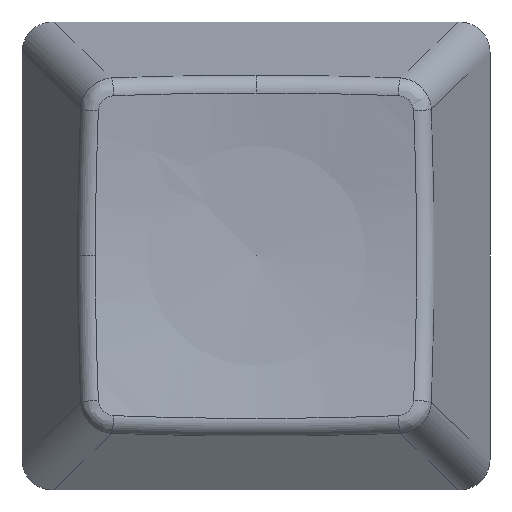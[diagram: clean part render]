
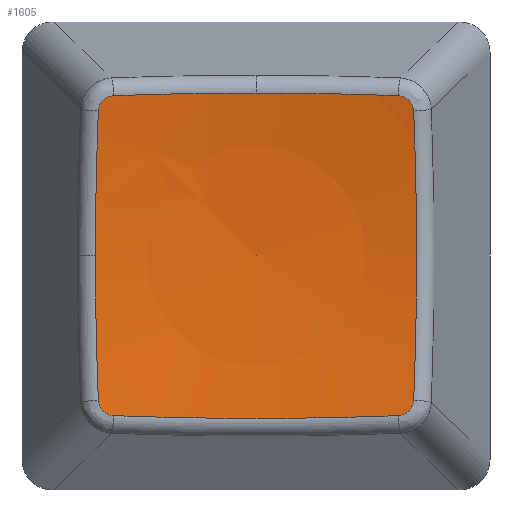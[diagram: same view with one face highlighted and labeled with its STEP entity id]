
A CAD part, top view. The second image highlights one B-rep face of the part: STEP entity #1605.
In plain terms, the highlighted spherical face has radius 43.833 mm.
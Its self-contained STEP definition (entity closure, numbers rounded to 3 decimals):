
#1444=CARTESIAN_POINT('',(-28.575,86.2,50.333));
#1445=DIRECTION('',(-0.,-0.,-1.));
#1446=DIRECTION('',(-0.702,0.712,-0.));
#1447=AXIS2_PLACEMENT_3D('',#1444,#1445,#1446);
#1448=SPHERICAL_SURFACE('',#1447,43.833);
#1449=CARTESIAN_POINT('',(-28.575,86.2,6.5));
#1450=VERTEX_POINT('',#1449);
#1451=CARTESIAN_POINT('',(-34.46,92.174,7.31));
#1452=VERTEX_POINT('',#1451);
#1453=CARTESIAN_POINT('',(-28.575,86.2,50.333));
#1454=DIRECTION('',(0.712,0.702,-0.));
#1455=DIRECTION('',(-0.702,0.712,-0.));
#1456=AXIS2_PLACEMENT_3D('',#1453,#1454,#1455);
#1457=CIRCLE('',#1456,43.833);
#1458=EDGE_CURVE('',#1450,#1452,#1457,.T.);
#1459=ORIENTED_EDGE('',*,*,#1458,.F.);
#1460=ORIENTED_EDGE('',*,*,#1458,.T.);
#1461=CARTESIAN_POINT('',(-34.638,91.766,7.28));
#1462=VERTEX_POINT('',#1461);
#1463=CARTESIAN_POINT('',(-34.05,92.352,7.281));
#1464=CARTESIAN_POINT('',(-34.126,92.349,7.29));
#1465=CARTESIAN_POINT('',(-34.201,92.332,7.297));
#1466=CARTESIAN_POINT('',(-34.271,92.302,7.302));
#1467=CARTESIAN_POINT('',(-34.341,92.271,7.307));
#1468=CARTESIAN_POINT('',(-34.405,92.228,7.31));
#1469=CARTESIAN_POINT('',(-34.459,92.175,7.31));
#1470=CARTESIAN_POINT('',(-34.513,92.121,7.31));
#1471=CARTESIAN_POINT('',(-34.557,92.057,7.307));
#1472=CARTESIAN_POINT('',(-34.587,91.987,7.302));
#1473=CARTESIAN_POINT('',(-34.617,91.918,7.297));
#1474=CARTESIAN_POINT('',(-34.635,91.843,7.289));
#1475=CARTESIAN_POINT('',(-34.638,91.766,7.28));
#1476=B_SPLINE_CURVE_WITH_KNOTS('',3,(#1463,#1464,#1465,#1466,#1467,#1468,#1469,#1470,#1471,#1472,#1473,#1474,#1475),.UNSPECIFIED.,.F.,.F.,(4,3,3,3,4),(0.,0.,0.,0.001,0.001),.UNSPECIFIED.);
#1477=EDGE_CURVE('',#1452,#1462,#1476,.T.);
#1478=ORIENTED_EDGE('',*,*,#1477,.T.);
#1479=CARTESIAN_POINT('',(-34.751,86.2,6.937));
#1480=VERTEX_POINT('',#1479);
#1481=CARTESIAN_POINT('',(-21.266,86.2,47.929));
#1482=DIRECTION('',(-0.95,0.,0.312));
#1483=DIRECTION('',(0.312,0.,0.95));
#1484=AXIS2_PLACEMENT_3D('',#1481,#1482,#1483);
#1485=CIRCLE('',#1484,43.152);
#1486=EDGE_CURVE('',#1462,#1480,#1485,.T.);
#1487=ORIENTED_EDGE('',*,*,#1486,.T.);
#1488=CARTESIAN_POINT('',(-34.638,80.634,7.28));
#1489=VERTEX_POINT('',#1488);
#1490=CARTESIAN_POINT('',(-21.266,86.2,47.929));
#1491=DIRECTION('',(-0.95,0.,0.312));
#1492=DIRECTION('',(0.312,0.,0.95));
#1493=AXIS2_PLACEMENT_3D('',#1490,#1491,#1492);
#1494=CIRCLE('',#1493,43.152);
#1495=EDGE_CURVE('',#1480,#1489,#1494,.T.);
#1496=ORIENTED_EDGE('',*,*,#1495,.T.);
#1497=CARTESIAN_POINT('',(-34.05,80.048,7.281));
#1498=VERTEX_POINT('',#1497);
#1499=CARTESIAN_POINT('',(-34.638,80.634,7.28));
#1500=CARTESIAN_POINT('',(-34.635,80.557,7.289));
#1501=CARTESIAN_POINT('',(-34.618,80.483,7.297));
#1502=CARTESIAN_POINT('',(-34.587,80.413,7.302));
#1503=CARTESIAN_POINT('',(-34.557,80.343,7.307));
#1504=CARTESIAN_POINT('',(-34.513,80.279,7.31));
#1505=CARTESIAN_POINT('',(-34.459,80.226,7.31));
#1506=CARTESIAN_POINT('',(-34.405,80.172,7.31));
#1507=CARTESIAN_POINT('',(-34.341,80.129,7.307));
#1508=CARTESIAN_POINT('',(-34.271,80.099,7.302));
#1509=CARTESIAN_POINT('',(-34.202,80.068,7.297));
#1510=CARTESIAN_POINT('',(-34.126,80.051,7.29));
#1511=CARTESIAN_POINT('',(-34.05,80.048,7.281));
#1512=B_SPLINE_CURVE_WITH_KNOTS('',3,(#1499,#1500,#1501,#1502,#1503,#1504,#1505,#1506,#1507,#1508,#1509,#1510,#1511),.UNSPECIFIED.,.F.,.F.,(4,3,3,3,4),(0.,0.,0.,0.001,0.001),.UNSPECIFIED.);
#1513=EDGE_CURVE('',#1489,#1498,#1512,.T.);
#1514=ORIENTED_EDGE('',*,*,#1513,.T.);
#1515=CARTESIAN_POINT('',(-23.1,80.048,7.281));
#1516=VERTEX_POINT('',#1515);
#1517=CARTESIAN_POINT('',(-28.575,92.969,48.196));
#1518=DIRECTION('',(0.,-0.954,0.301));
#1519=DIRECTION('',(0.,-0.301,-0.954));
#1520=AXIS2_PLACEMENT_3D('',#1517,#1518,#1519);
#1521=CIRCLE('',#1520,43.254);
#1522=EDGE_CURVE('',#1498,#1516,#1521,.T.);
#1523=ORIENTED_EDGE('',*,*,#1522,.T.);
#1524=CARTESIAN_POINT('',(-22.512,80.634,7.28));
#1525=VERTEX_POINT('',#1524);
#1526=CARTESIAN_POINT('',(-23.1,80.048,7.281));
#1527=CARTESIAN_POINT('',(-23.024,80.051,7.29));
#1528=CARTESIAN_POINT('',(-22.949,80.068,7.297));
#1529=CARTESIAN_POINT('',(-22.879,80.098,7.302));
#1530=CARTESIAN_POINT('',(-22.809,80.129,7.307));
#1531=CARTESIAN_POINT('',(-22.745,80.172,7.31));
#1532=CARTESIAN_POINT('',(-22.691,80.225,7.31));
#1533=CARTESIAN_POINT('',(-22.637,80.279,7.31));
#1534=CARTESIAN_POINT('',(-22.593,80.343,7.307));
#1535=CARTESIAN_POINT('',(-22.563,80.413,7.302));
#1536=CARTESIAN_POINT('',(-22.533,80.482,7.297));
#1537=CARTESIAN_POINT('',(-22.515,80.557,7.289));
#1538=CARTESIAN_POINT('',(-22.512,80.634,7.28));
#1539=B_SPLINE_CURVE_WITH_KNOTS('',3,(#1526,#1527,#1528,#1529,#1530,#1531,#1532,#1533,#1534,#1535,#1536,#1537,#1538),.UNSPECIFIED.,.F.,.F.,(4,3,3,3,4),(0.,0.,0.,0.001,0.001),.UNSPECIFIED.);
#1540=EDGE_CURVE('',#1516,#1525,#1539,.T.);
#1541=ORIENTED_EDGE('',*,*,#1540,.T.);
#1542=CARTESIAN_POINT('',(-22.512,91.766,7.28));
#1543=VERTEX_POINT('',#1542);
#1544=CARTESIAN_POINT('',(-35.884,86.2,47.929));
#1545=DIRECTION('',(0.95,0.,0.312));
#1546=DIRECTION('',(0.312,0.,-0.95));
#1547=AXIS2_PLACEMENT_3D('',#1544,#1545,#1546);
#1548=CIRCLE('',#1547,43.152);
#1549=EDGE_CURVE('',#1525,#1543,#1548,.T.);
#1550=ORIENTED_EDGE('',*,*,#1549,.T.);
#1551=CARTESIAN_POINT('',(-23.1,92.352,7.281));
#1552=VERTEX_POINT('',#1551);
#1553=CARTESIAN_POINT('',(-22.512,91.766,7.28));
#1554=CARTESIAN_POINT('',(-22.515,91.843,7.289));
#1555=CARTESIAN_POINT('',(-22.532,91.917,7.297));
#1556=CARTESIAN_POINT('',(-22.563,91.987,7.302));
#1557=CARTESIAN_POINT('',(-22.593,92.057,7.307));
#1558=CARTESIAN_POINT('',(-22.637,92.121,7.31));
#1559=CARTESIAN_POINT('',(-22.691,92.174,7.31));
#1560=CARTESIAN_POINT('',(-22.745,92.228,7.31));
#1561=CARTESIAN_POINT('',(-22.809,92.271,7.307));
#1562=CARTESIAN_POINT('',(-22.879,92.301,7.302));
#1563=CARTESIAN_POINT('',(-22.948,92.332,7.297));
#1564=CARTESIAN_POINT('',(-23.024,92.349,7.29));
#1565=CARTESIAN_POINT('',(-23.1,92.352,7.281));
#1566=B_SPLINE_CURVE_WITH_KNOTS('',3,(#1553,#1554,#1555,#1556,#1557,#1558,#1559,#1560,#1561,#1562,#1563,#1564,#1565),.UNSPECIFIED.,.F.,.F.,(4,3,3,3,4),(0.,0.,0.,0.001,0.001),.UNSPECIFIED.);
#1567=EDGE_CURVE('',#1543,#1552,#1566,.T.);
#1568=ORIENTED_EDGE('',*,*,#1567,.T.);
#1569=CARTESIAN_POINT('',(-28.575,92.456,6.949));
#1570=VERTEX_POINT('',#1569);
#1571=CARTESIAN_POINT('',(-28.575,79.431,48.196));
#1572=DIRECTION('',(0.,0.954,0.301));
#1573=DIRECTION('',(0.,-0.301,0.954));
#1574=AXIS2_PLACEMENT_3D('',#1571,#1572,#1573);
#1575=CIRCLE('',#1574,43.254);
#1576=EDGE_CURVE('',#1552,#1570,#1575,.T.);
#1577=ORIENTED_EDGE('',*,*,#1576,.T.);
#1578=CARTESIAN_POINT('',(-34.05,92.352,7.281));
#1579=VERTEX_POINT('',#1578);
#1580=CARTESIAN_POINT('',(-28.575,79.431,48.196));
#1581=DIRECTION('',(0.,0.954,0.301));
#1582=DIRECTION('',(0.,-0.301,0.954));
#1583=AXIS2_PLACEMENT_3D('',#1580,#1581,#1582);
#1584=CIRCLE('',#1583,43.254);
#1585=EDGE_CURVE('',#1570,#1579,#1584,.T.);
#1586=ORIENTED_EDGE('',*,*,#1585,.T.);
#1587=CARTESIAN_POINT('',(-34.05,92.352,7.281));
#1588=CARTESIAN_POINT('',(-34.126,92.349,7.29));
#1589=CARTESIAN_POINT('',(-34.201,92.332,7.297));
#1590=CARTESIAN_POINT('',(-34.271,92.302,7.302));
#1591=CARTESIAN_POINT('',(-34.341,92.271,7.307));
#1592=CARTESIAN_POINT('',(-34.405,92.228,7.31));
#1593=CARTESIAN_POINT('',(-34.459,92.175,7.31));
#1594=CARTESIAN_POINT('',(-34.513,92.121,7.31));
#1595=CARTESIAN_POINT('',(-34.557,92.057,7.307));
#1596=CARTESIAN_POINT('',(-34.587,91.987,7.302));
#1597=CARTESIAN_POINT('',(-34.617,91.918,7.297));
#1598=CARTESIAN_POINT('',(-34.635,91.843,7.289));
#1599=CARTESIAN_POINT('',(-34.638,91.766,7.28));
#1600=B_SPLINE_CURVE_WITH_KNOTS('',3,(#1587,#1588,#1589,#1590,#1591,#1592,#1593,#1594,#1595,#1596,#1597,#1598,#1599),.UNSPECIFIED.,.F.,.F.,(4,3,3,3,4),(0.,0.,0.,0.001,0.001),.UNSPECIFIED.);
#1601=EDGE_CURVE('',#1579,#1452,#1600,.T.);
#1602=ORIENTED_EDGE('',*,*,#1601,.T.);
#1603=EDGE_LOOP('',(#1459,#1460,#1478,#1487,#1496,#1514,#1523,#1541,#1550,#1568,#1577,#1586,#1602));
#1604=FACE_BOUND('',#1603,.T.);
#1605=ADVANCED_FACE('',(#1604),#1448,.F.);
